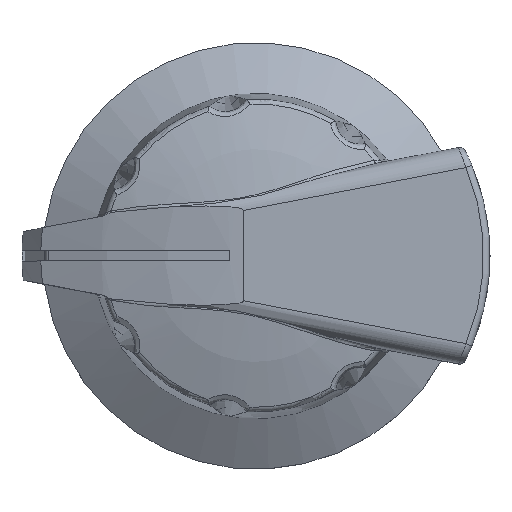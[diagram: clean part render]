
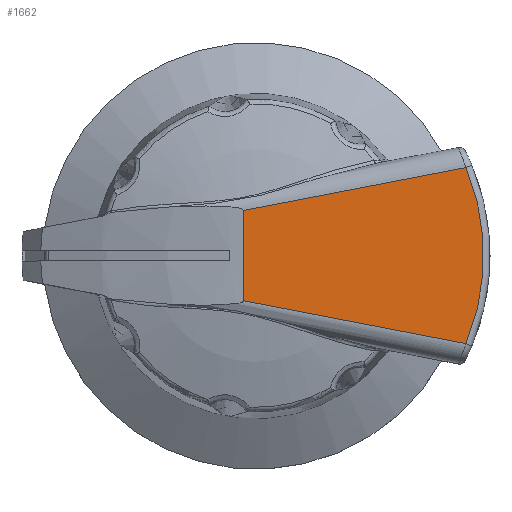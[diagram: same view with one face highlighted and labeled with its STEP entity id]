
A CAD part, top view. The second image highlights one B-rep face of the part: STEP entity #1662.
In plain terms, the highlighted planar face has unit normal (0, 0, 1).
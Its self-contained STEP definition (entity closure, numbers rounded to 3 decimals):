
#22=PLANE('',#1764);
#82=CIRCLE('',#1751,15.322);
#145=LINE('',#2173,#175);
#148=LINE('',#2602,#178);
#156=LINE('',#2684,#186);
#175=VECTOR('',#1853,1000.);
#178=VECTOR('',#1914,1000.);
#186=VECTOR('',#1944,1000.);
#318=ORIENTED_EDGE('',*,*,#640,.T.);
#319=ORIENTED_EDGE('',*,*,#636,.T.);
#320=ORIENTED_EDGE('',*,*,#660,.T.);
#321=ORIENTED_EDGE('',*,*,#583,.F.);
#583=EDGE_CURVE('',#765,#766,#145,.T.);
#636=EDGE_CURVE('',#809,#813,#82,.F.);
#640=EDGE_CURVE('',#765,#809,#148,.F.);
#660=EDGE_CURVE('',#813,#766,#156,.F.);
#765=VERTEX_POINT('',#2172);
#766=VERTEX_POINT('',#2174);
#809=VERTEX_POINT('',#2571);
#813=VERTEX_POINT('',#2588);
#981=EDGE_LOOP('',(#318,#319,#320,#321));
#1062=FACE_BOUND('',#981,.T.);
#1662=ADVANCED_FACE('',(#1062),#22,.F.);
#1751=AXIS2_PLACEMENT_3D('',#2589,#1907,#1908);
#1764=AXIS2_PLACEMENT_3D('',#2683,#1942,#1943);
#1853=DIRECTION('',(0.,1.,0.));
#1907=DIRECTION('',(0.,0.,-1.));
#1908=DIRECTION('',(-1.,0.,0.));
#1914=DIRECTION('',(-0.982,0.189,0.));
#1942=DIRECTION('',(0.,0.,-1.));
#1943=DIRECTION('',(-1.,0.,0.));
#1944=DIRECTION('',(0.982,0.189,0.));
#2172=CARTESIAN_POINT('',(-0.863,-3.035,16.256));
#2173=CARTESIAN_POINT('',(-0.863,-22.2,16.256));
#2174=CARTESIAN_POINT('',(-0.863,3.035,16.256));
#2571=CARTESIAN_POINT('',(14.132,-5.921,16.256));
#2588=CARTESIAN_POINT('',(14.132,5.921,16.256));
#2589=CARTESIAN_POINT('',(0.,0.,16.256));
#2602=CARTESIAN_POINT('',(14.206,-5.935,16.256));
#2683=CARTESIAN_POINT('',(0.,0.,16.256));
#2684=CARTESIAN_POINT('',(-0.594,3.087,16.256));
